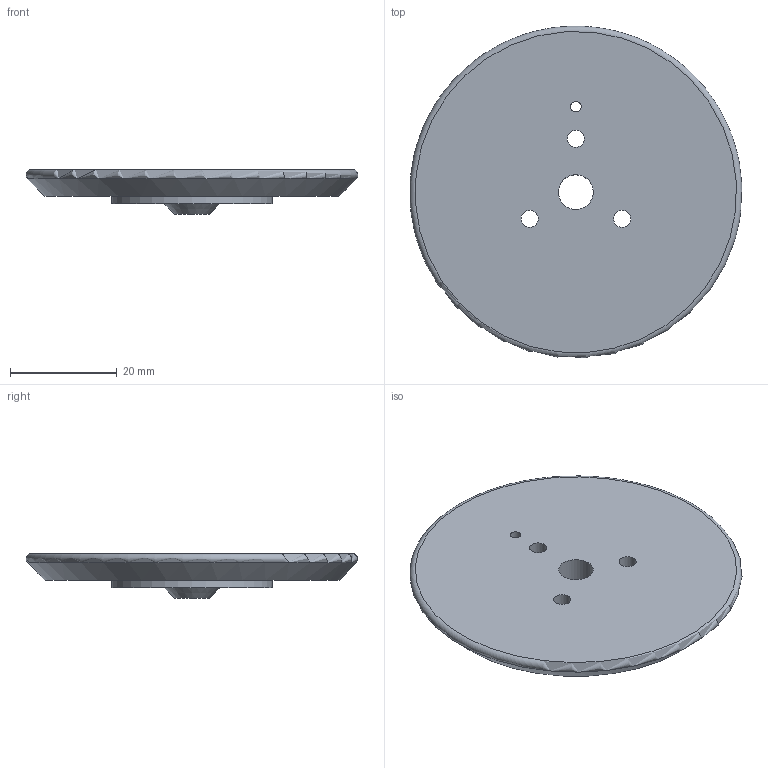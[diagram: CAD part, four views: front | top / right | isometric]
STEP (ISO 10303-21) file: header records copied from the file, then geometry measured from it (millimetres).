
FILE_DESCRIPTION(/* description */ (''),/* implementation_level */ '2;1');
FILE_NAME(/* name */ 'NewSpool2PartA.stp',/* time_stamp */ '2022-08-05T19:49:42-04:00',/* author */ ('Lionel Birglen'),/* organization */ (''),/* preprocessor_version */ 'ST-DEVELOPER v19',/* originating_system */ 'Autodesk Inventor 2023',/* authorisation */ '');
FILE_SCHEMA (('AUTOMOTIVE_DESIGN { 1 0 10303 214 3 1 1 }'));
Length unit declared in the file: millimetre
Products named in the file (1): NewSpool2PartA
Bounding box: 62.12 x 62.09 x 8.4 mm (x, y, z)
Volume: 14582.1 mm3; surface area: 6957.5 mm2
Topology: 1 solids, 1 shells, 12 faces, 29 edges, 19 vertices
Faces by surface type: cylinder 6, plane 3, cone 2, torus 1
Full cylindrical faces by diameter (mm): 2 x1, 3.2 x3, 6.5 x1, 30 x1
Entity records: 425 total; most frequent: DIRECTION 76, CARTESIAN_POINT 61, ORIENTED_EDGE 58, AXIS2_PLACEMENT_3D 34, EDGE_CURVE 29, EDGE_LOOP 23, CIRCLE 21, VERTEX_POINT 19
